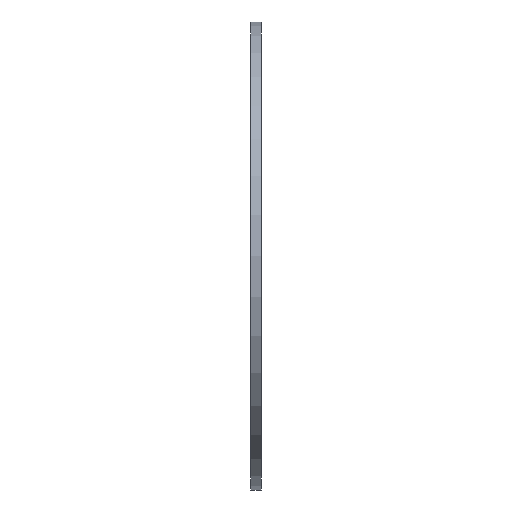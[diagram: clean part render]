
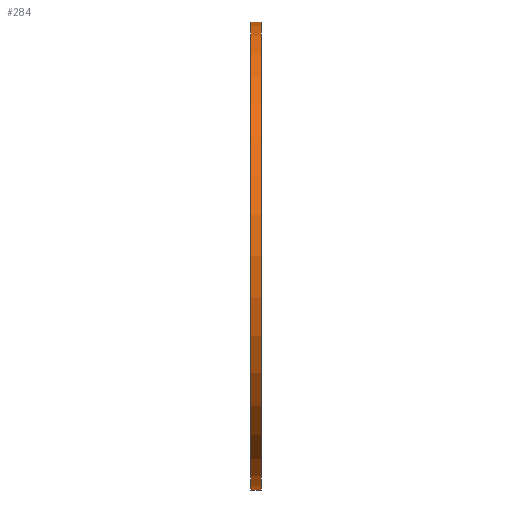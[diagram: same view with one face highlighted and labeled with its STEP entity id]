
A CAD part, left-side view. The second image highlights one B-rep face of the part: STEP entity #284.
In plain terms, the highlighted cylindrical face has radius 69.85 mm (diameter 139.7 mm), a partial arc.
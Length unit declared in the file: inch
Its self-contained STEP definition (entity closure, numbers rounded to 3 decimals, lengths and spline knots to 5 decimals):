
#24 = CARTESIAN_POINT ( 'NONE',  ( 0., 0., 2.75 ) ) ;
#25 = CIRCLE ( 'NONE', #633, 2.75 ) ;
#32 = DIRECTION ( 'NONE',  ( 0., -1., 0. ) ) ;
#44 = EDGE_CURVE ( 'NONE', #835, #232, #25, .T. ) ;
#50 = DIRECTION ( 'NONE',  ( 0., 1., 0. ) ) ;
#146 = FACE_OUTER_BOUND ( 'NONE', #671, .T. ) ;
#148 = CARTESIAN_POINT ( 'NONE',  ( 0., 0.125, 2.75 ) ) ;
#177 = DIRECTION ( 'NONE',  ( 0., 0., -1. ) ) ;
#192 = CARTESIAN_POINT ( 'NONE',  ( 0., 0., -2.75 ) ) ;
#214 = DIRECTION ( 'NONE',  ( 0., 0., 1. ) ) ;
#232 = VERTEX_POINT ( 'NONE', #24 ) ;
#266 = DIRECTION ( 'NONE',  ( 0., -1., 0. ) ) ;
#284 = ADVANCED_FACE ( 'NONE', ( #146 ), #738, .T. ) ;
#316 = ORIENTED_EDGE ( 'NONE', *, *, #409, .T. ) ;
#336 = ORIENTED_EDGE ( 'NONE', *, *, #44, .T. ) ;
#342 = AXIS2_PLACEMENT_3D ( 'NONE', #597, #718, #177 ) ;
#388 = LINE ( 'NONE', #691, #881 ) ;
#407 = ORIENTED_EDGE ( 'NONE', *, *, #520, .F. ) ;
#409 = EDGE_CURVE ( 'NONE', #811, #835, #836, .T. ) ;
#428 = CIRCLE ( 'NONE', #470, 2.75 ) ;
#452 = ORIENTED_EDGE ( 'NONE', *, *, #513, .F. ) ;
#470 = AXIS2_PLACEMENT_3D ( 'NONE', #533, #50, #471 ) ;
#471 = DIRECTION ( 'NONE',  ( 0., 0., 1. ) ) ;
#513 = EDGE_CURVE ( 'NONE', #913, #232, #388, .T. ) ;
#520 = EDGE_CURVE ( 'NONE', #811, #913, #428, .T. ) ;
#533 = CARTESIAN_POINT ( 'NONE',  ( 0., 0.125, 0. ) ) ;
#571 = DIRECTION ( 'NONE',  ( 0., 1., 0. ) ) ;
#597 = CARTESIAN_POINT ( 'NONE',  ( 0., 0.125, 0. ) ) ;
#633 = AXIS2_PLACEMENT_3D ( 'NONE', #650, #571, #214 ) ;
#650 = CARTESIAN_POINT ( 'NONE',  ( 0., 0., 0. ) ) ;
#671 = EDGE_LOOP ( 'NONE', ( #452, #407, #316, #336 ) ) ;
#683 = CARTESIAN_POINT ( 'NONE',  ( 0., 0.125, -2.75 ) ) ;
#691 = CARTESIAN_POINT ( 'NONE',  ( 0., 0.125, 2.75 ) ) ;
#697 = VECTOR ( 'NONE', #266, 39.37008 ) ;
#718 = DIRECTION ( 'NONE',  ( 0., -1., 0. ) ) ;
#738 = CYLINDRICAL_SURFACE ( 'NONE', #342, 2.75 ) ;
#762 = CARTESIAN_POINT ( 'NONE',  ( 0., 0.125, -2.75 ) ) ;
#811 = VERTEX_POINT ( 'NONE', #683 ) ;
#835 = VERTEX_POINT ( 'NONE', #192 ) ;
#836 = LINE ( 'NONE', #762, #697 ) ;
#881 = VECTOR ( 'NONE', #32, 39.37008 ) ;
#913 = VERTEX_POINT ( 'NONE', #148 ) ;
